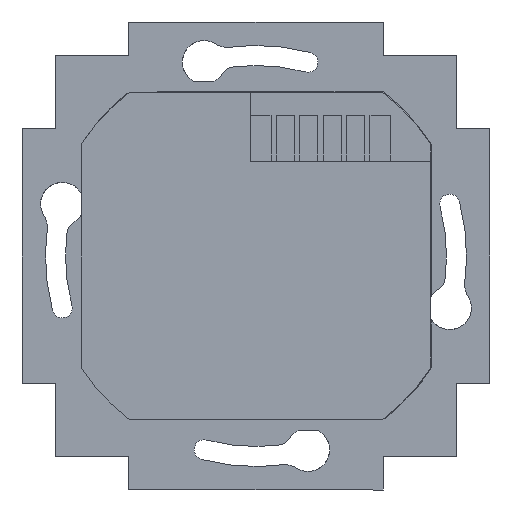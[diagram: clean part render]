
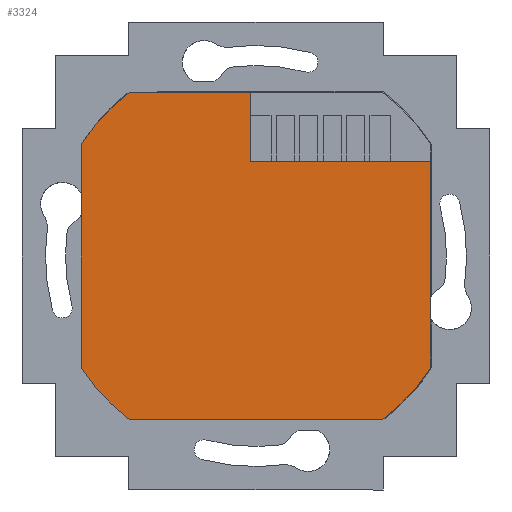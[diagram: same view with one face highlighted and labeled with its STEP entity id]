
A CAD part, front view. The second image highlights one B-rep face of the part: STEP entity #3324.
In plain terms, the highlighted planar face has unit normal (0, -1, 0).
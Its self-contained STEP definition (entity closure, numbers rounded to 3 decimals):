
#77=CIRCLE('',#3503,31.);
#78=CIRCLE('',#3504,31.);
#79=CIRCLE('',#3505,31.);
#246=FACE_OUTER_BOUND('',#419,.T.);
#419=EDGE_LOOP('',(#2222,#2223,#2224,#2225,#2226,#2227,#2228,#2229,#2230));
#630=LINE('',#4797,#1001);
#633=LINE('',#4803,#1004);
#634=LINE('',#4805,#1005);
#635=LINE('',#4807,#1006);
#636=LINE('',#4811,#1007);
#637=LINE('',#4815,#1008);
#1001=VECTOR('',#3827,10.);
#1004=VECTOR('',#3832,10.);
#1005=VECTOR('',#3833,10.);
#1006=VECTOR('',#3834,10.);
#1007=VECTOR('',#3837,10.);
#1008=VECTOR('',#3840,10.);
#1370=VERTEX_POINT('',#4794);
#1371=VERTEX_POINT('',#4796);
#1373=VERTEX_POINT('',#4802);
#1374=VERTEX_POINT('',#4804);
#1375=VERTEX_POINT('',#4806);
#1376=VERTEX_POINT('',#4808);
#1377=VERTEX_POINT('',#4810);
#1378=VERTEX_POINT('',#4812);
#1379=VERTEX_POINT('',#4814);
#1708=EDGE_CURVE('',#1371,#1370,#630,.T.);
#1711=EDGE_CURVE('',#1370,#1373,#633,.T.);
#1712=EDGE_CURVE('',#1373,#1374,#634,.T.);
#1713=EDGE_CURVE('',#1374,#1375,#635,.T.);
#1714=EDGE_CURVE('',#1375,#1376,#77,.T.);
#1715=EDGE_CURVE('',#1376,#1377,#636,.T.);
#1716=EDGE_CURVE('',#1377,#1378,#78,.T.);
#1717=EDGE_CURVE('',#1378,#1379,#637,.T.);
#1718=EDGE_CURVE('',#1379,#1371,#79,.T.);
#2222=ORIENTED_EDGE('',*,*,#1711,.T.);
#2223=ORIENTED_EDGE('',*,*,#1712,.T.);
#2224=ORIENTED_EDGE('',*,*,#1713,.T.);
#2225=ORIENTED_EDGE('',*,*,#1714,.T.);
#2226=ORIENTED_EDGE('',*,*,#1715,.T.);
#2227=ORIENTED_EDGE('',*,*,#1716,.T.);
#2228=ORIENTED_EDGE('',*,*,#1717,.T.);
#2229=ORIENTED_EDGE('',*,*,#1718,.T.);
#2230=ORIENTED_EDGE('',*,*,#1708,.T.);
#3212=PLANE('',#3502);
#3324=ADVANCED_FACE('',(#246),#3212,.T.);
#3502=AXIS2_PLACEMENT_3D('',#4801,#3830,#3831);
#3503=AXIS2_PLACEMENT_3D('',#4809,#3835,#3836);
#3504=AXIS2_PLACEMENT_3D('',#4813,#3838,#3839);
#3505=AXIS2_PLACEMENT_3D('',#4816,#3841,#3842);
#3827=DIRECTION('',(0.,0.,1.));
#3830=DIRECTION('center_axis',(0.,-1.,0.));
#3831=DIRECTION('ref_axis',(1.,0.,0.));
#3832=DIRECTION('',(-1.,0.,0.));
#3833=DIRECTION('',(0.,0.,1.));
#3834=DIRECTION('',(-1.,0.,0.));
#3835=DIRECTION('center_axis',(0.,-1.,0.));
#3836=DIRECTION('ref_axis',(-0.613,0.,0.79));
#3837=DIRECTION('',(0.,0.,-1.));
#3838=DIRECTION('center_axis',(0.,-1.,0.));
#3839=DIRECTION('ref_axis',(-0.844,0.,-0.536));
#3840=DIRECTION('',(1.,0.,0.));
#3841=DIRECTION('center_axis',(0.,-1.,0.));
#3842=DIRECTION('ref_axis',(0.613,0.,-0.79));
#4794=CARTESIAN_POINT('',(26.175,-9.104,14.2));
#4796=CARTESIAN_POINT('',(26.175,-9.104,-16.609));
#4797=CARTESIAN_POINT('',(26.175,-9.104,-16.609));
#4801=CARTESIAN_POINT('Origin',(0.,-9.104,
0.));
#4802=CARTESIAN_POINT('',(-0.825,-9.104,14.2));
#4803=CARTESIAN_POINT('',(3.272,-9.104,14.2));
#4804=CARTESIAN_POINT('',(-0.825,-9.104,24.5));
#4805=CARTESIAN_POINT('',(-0.825,-9.104,6.5));
#4806=CARTESIAN_POINT('',(-18.994,-9.104,24.5));
#4807=CARTESIAN_POINT('',(18.993,-9.104,24.5));
#4808=CARTESIAN_POINT('',(-26.175,-9.104,16.61));
#4809=CARTESIAN_POINT('Origin',(0.,-9.104,
0.));
#4810=CARTESIAN_POINT('',(-26.175,-9.104,-16.609));
#4811=CARTESIAN_POINT('',(-26.175,-9.104,16.61));
#4812=CARTESIAN_POINT('',(-18.994,-9.104,-24.5));
#4813=CARTESIAN_POINT('Origin',(0.,-9.104,
0.));
#4814=CARTESIAN_POINT('',(18.993,-9.104,-24.5));
#4815=CARTESIAN_POINT('',(-18.994,-9.104,-24.5));
#4816=CARTESIAN_POINT('Origin',(0.,-9.104,
0.));
